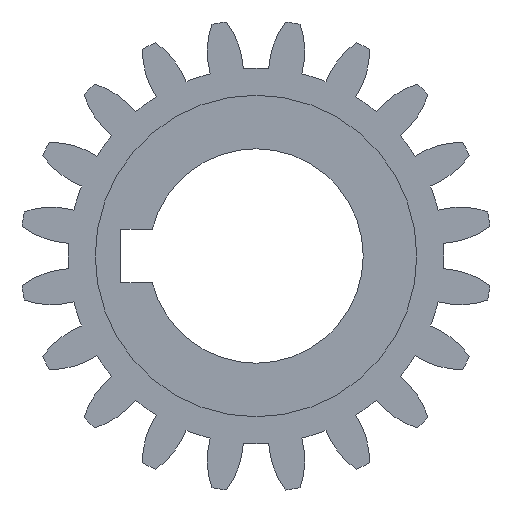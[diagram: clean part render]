
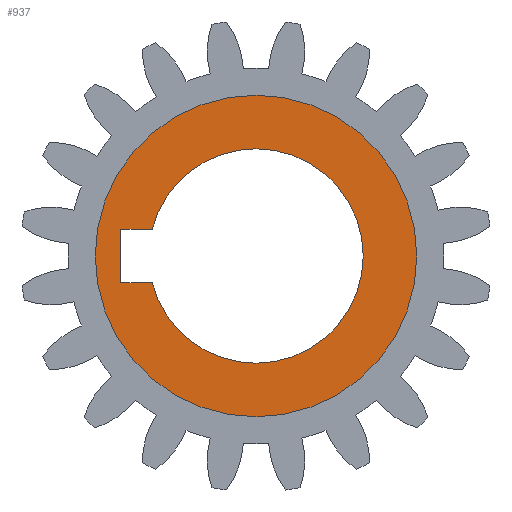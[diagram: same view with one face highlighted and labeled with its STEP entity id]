
A CAD part, left-side view. The second image highlights one B-rep face of the part: STEP entity #937.
In plain terms, the highlighted planar face has unit normal (-1, 0, 0).
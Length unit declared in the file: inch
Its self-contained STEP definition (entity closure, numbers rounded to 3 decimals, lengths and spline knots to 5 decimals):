
#53 = AXIS2_PLACEMENT_3D ( 'NONE', #2535, #1002, #2799 ) ;
#92 = EDGE_CURVE ( 'NONE', #2534, #827, #947, .T. ) ;
#114 = AXIS2_PLACEMENT_3D ( 'NONE', #2496, #950, #2750 ) ;
#118 = EDGE_CURVE ( 'NONE', #827, #2294, #845, .T. ) ;
#154 = EDGE_CURVE ( 'NONE', #2220, #2847, #758, .T. ) ;
#296 = DIRECTION ( 'NONE',  ( 0., 1., 0. ) ) ;
#346 = CARTESIAN_POINT ( 'NONE',  ( -0.015, 0.315, -0.0625 ) ) ;
#357 = EDGE_CURVE ( 'NONE', #2847, #2534, #391, .T. ) ;
#391 = LINE ( 'NONE', #1840, #476 ) ;
#398 = ORIENTED_EDGE ( 'NONE', *, *, #92, .T. ) ;
#411 = ORIENTED_EDGE ( 'NONE', *, *, #118, .T. ) ;
#435 = CARTESIAN_POINT ( 'NONE',  ( -0.015, 0., 0. ) ) ;
#451 = EDGE_LOOP ( 'NONE', ( #590, #642 ) ) ;
#457 = ORIENTED_EDGE ( 'NONE', *, *, #2986, .T. ) ;
#476 = VECTOR ( 'NONE', #765, 39.37008 ) ;
#491 = ORIENTED_EDGE ( 'NONE', *, *, #949, .T. ) ;
#497 = ORIENTED_EDGE ( 'NONE', *, *, #154, .T. ) ;
#534 = ORIENTED_EDGE ( 'NONE', *, *, #357, .T. ) ;
#590 = ORIENTED_EDGE ( 'NONE', *, *, #1644, .F. ) ;
#606 = EDGE_CURVE ( 'NONE', #3012, #2591, #2876, .T. ) ;
#622 = CARTESIAN_POINT ( 'NONE',  ( -0.015, 0.315, 0.0625 ) ) ;
#642 = ORIENTED_EDGE ( 'NONE', *, *, #606, .F. ) ;
#656 = CIRCLE ( 'NONE', #2414, 0.25 ) ;
#666 = FACE_OUTER_BOUND ( 'NONE', #451, .T. ) ;
#712 = FACE_BOUND ( 'NONE', #910, .T. ) ;
#721 = VECTOR ( 'NONE', #296, 39.37008 ) ;
#745 = DIRECTION ( 'NONE',  ( 0., 0., -1. ) ) ;
#758 = LINE ( 'NONE', #2215, #721 ) ;
#765 = DIRECTION ( 'NONE',  ( 0., 0., 1. ) ) ;
#827 = VERTEX_POINT ( 'NONE', #3069 ) ;
#843 = CARTESIAN_POINT ( 'NONE',  ( -0.015, 0., 0. ) ) ;
#845 = CIRCLE ( 'NONE', #2609, 0.25 ) ;
#851 = VECTOR ( 'NONE', #3238, 39.37008 ) ;
#859 = CARTESIAN_POINT ( 'NONE',  ( -0.015, 0., 0. ) ) ;
#910 = EDGE_LOOP ( 'NONE', ( #398, #411, #457, #491, #497, #534 ) ) ;
#917 = CARTESIAN_POINT ( 'NONE',  ( -0.015, 0.315, 0.0625 ) ) ;
#937 = ADVANCED_FACE ( 'NONE', ( #712, #666 ), #2658, .F. ) ;
#947 = LINE ( 'NONE', #917, #851 ) ;
#949 = EDGE_CURVE ( 'NONE', #2330, #2220, #656, .T. ) ;
#950 = DIRECTION ( 'NONE',  ( 1., 0., 0. ) ) ;
#1002 = DIRECTION ( 'NONE',  ( 1., 0., 0. ) ) ;
#1134 = DIRECTION ( 'NONE',  ( 0., 0., -1. ) ) ;
#1160 = DIRECTION ( 'NONE',  ( 0., 0., -1. ) ) ;
#1368 = CARTESIAN_POINT ( 'NONE',  ( -0.015, 0.24206, -0.0625 ) ) ;
#1614 = CIRCLE ( 'NONE', #53, 0.25 ) ;
#1644 = EDGE_CURVE ( 'NONE', #2591, #3012, #2768, .T. ) ;
#1650 = CARTESIAN_POINT ( 'NONE',  ( -0.015, 0., 0.25 ) ) ;
#1662 = CARTESIAN_POINT ( 'NONE',  ( -0.015, 0., -0.25 ) ) ;
#1762 = AXIS2_PLACEMENT_3D ( 'NONE', #435, #2327, #745 ) ;
#1840 = CARTESIAN_POINT ( 'NONE',  ( -0.015, 0.315, 0.0625 ) ) ;
#2179 = CARTESIAN_POINT ( 'NONE',  ( -0.015, 0., 0. ) ) ;
#2215 = CARTESIAN_POINT ( 'NONE',  ( -0.015, 0.315, -0.0625 ) ) ;
#2220 = VERTEX_POINT ( 'NONE', #1368 ) ;
#2260 = CARTESIAN_POINT ( 'NONE',  ( -0.015, 0., -0.375 ) ) ;
#2294 = VERTEX_POINT ( 'NONE', #1650 ) ;
#2327 = DIRECTION ( 'NONE',  ( 1., 0., 0. ) ) ;
#2330 = VERTEX_POINT ( 'NONE', #1662 ) ;
#2392 = AXIS2_PLACEMENT_3D ( 'NONE', #2179, #3414, #2935 ) ;
#2414 = AXIS2_PLACEMENT_3D ( 'NONE', #859, #2671, #1160 ) ;
#2496 = CARTESIAN_POINT ( 'NONE',  ( -0.015, 0., 0. ) ) ;
#2534 = VERTEX_POINT ( 'NONE', #622 ) ;
#2535 = CARTESIAN_POINT ( 'NONE',  ( -0.015, 0., 0. ) ) ;
#2549 = CARTESIAN_POINT ( 'NONE',  ( -0.015, 0., 0.375 ) ) ;
#2591 = VERTEX_POINT ( 'NONE', #2260 ) ;
#2609 = AXIS2_PLACEMENT_3D ( 'NONE', #843, #2648, #1134 ) ;
#2648 = DIRECTION ( 'NONE',  ( 1., 0., 0. ) ) ;
#2658 = PLANE ( 'NONE',  #2392 ) ;
#2671 = DIRECTION ( 'NONE',  ( 1., 0., 0. ) ) ;
#2750 = DIRECTION ( 'NONE',  ( 0., 0., -1. ) ) ;
#2768 = CIRCLE ( 'NONE', #1762, 0.375 ) ;
#2799 = DIRECTION ( 'NONE',  ( 0., 0., -1. ) ) ;
#2847 = VERTEX_POINT ( 'NONE', #346 ) ;
#2876 = CIRCLE ( 'NONE', #114, 0.375 ) ;
#2935 = DIRECTION ( 'NONE',  ( 0., 0., -1. ) ) ;
#2986 = EDGE_CURVE ( 'NONE', #2294, #2330, #1614, .T. ) ;
#3012 = VERTEX_POINT ( 'NONE', #2549 ) ;
#3069 = CARTESIAN_POINT ( 'NONE',  ( -0.015, 0.24206, 0.0625 ) ) ;
#3238 = DIRECTION ( 'NONE',  ( 0., -1., 0. ) ) ;
#3414 = DIRECTION ( 'NONE',  ( 1., 0., 0. ) ) ;
